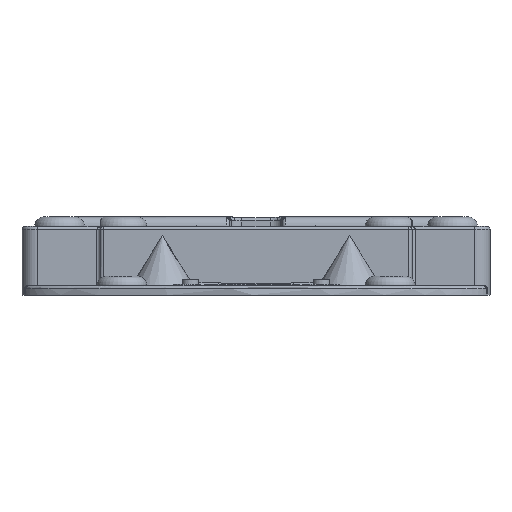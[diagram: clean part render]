
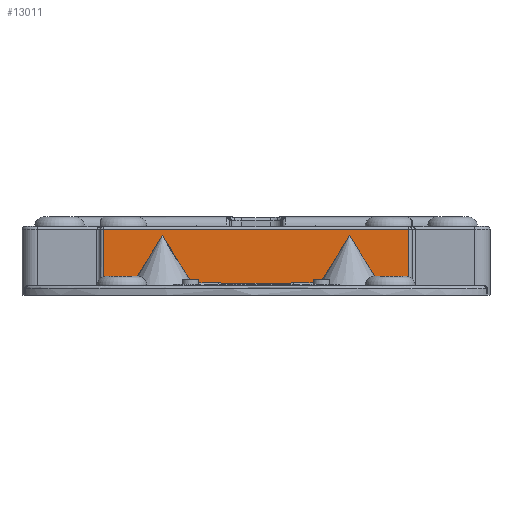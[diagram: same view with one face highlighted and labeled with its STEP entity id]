
A CAD part, left-side view. The second image highlights one B-rep face of the part: STEP entity #13011.
In plain terms, the highlighted planar face has unit normal (-1, 0, 0).
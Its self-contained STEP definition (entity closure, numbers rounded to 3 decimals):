
#1285=CIRCLE('',#13898,2.);
#1286=CIRCLE('',#13899,2.);
#1560=FACE_OUTER_BOUND('',#2334,.T.);
#2334=EDGE_LOOP('',(#9619,#9620,#9621,#9622,#9623,#9624,#9625,#9626,#9627,
#9628,#9629,#9630,#9631,#9632));
#3297=LINE('',#19306,#4411);
#3438=LINE('',#20323,#4552);
#3439=LINE('',#20325,#4553);
#3440=LINE('',#20338,#4554);
#3441=LINE('',#20340,#4555);
#3442=LINE('',#20342,#4556);
#3443=LINE('',#20344,#4557);
#3444=LINE('',#20346,#4558);
#3445=LINE('',#20348,#4559);
#3446=LINE('',#20350,#4560);
#3447=LINE('',#20354,#4561);
#3448=LINE('',#20357,#4562);
#4411=VECTOR('',#15272,10.);
#4552=VECTOR('',#15435,10.);
#4553=VECTOR('',#15436,10.);
#4554=VECTOR('',#15439,10.);
#4555=VECTOR('',#15440,10.);
#4556=VECTOR('',#15441,10.);
#4557=VECTOR('',#15442,10.);
#4558=VECTOR('',#15443,10.);
#4559=VECTOR('',#15444,10.);
#4560=VECTOR('',#15445,10.);
#4561=VECTOR('',#15448,10.);
#4562=VECTOR('',#15451,10.);
#5583=VERTEX_POINT('',#19291);
#5585=VERTEX_POINT('',#19304);
#5868=VERTEX_POINT('',#20322);
#5869=VERTEX_POINT('',#20324);
#5870=VERTEX_POINT('',#20337);
#5871=VERTEX_POINT('',#20339);
#5872=VERTEX_POINT('',#20341);
#5873=VERTEX_POINT('',#20343);
#5874=VERTEX_POINT('',#20345);
#5875=VERTEX_POINT('',#20347);
#5876=VERTEX_POINT('',#20349);
#5877=VERTEX_POINT('',#20351);
#5878=VERTEX_POINT('',#20353);
#5879=VERTEX_POINT('',#20355);
#7025=EDGE_CURVE('',#5585,#5583,#3297,.T.);
#7310=EDGE_CURVE('',#5583,#5868,#3438,.T.);
#7311=EDGE_CURVE('',#5869,#5868,#3439,.T.);
#7313=EDGE_CURVE('',#5870,#5585,#3440,.T.);
#7314=EDGE_CURVE('',#5871,#5870,#3441,.T.);
#7315=EDGE_CURVE('',#5872,#5871,#3442,.T.);
#7316=EDGE_CURVE('',#5873,#5872,#3443,.T.);
#7317=EDGE_CURVE('',#5873,#5874,#3444,.T.);
#7318=EDGE_CURVE('',#5874,#5875,#3445,.T.);
#7319=EDGE_CURVE('',#5876,#5875,#3446,.T.);
#7320=EDGE_CURVE('',#5877,#5876,#1285,.T.);
#7321=EDGE_CURVE('',#5878,#5877,#3447,.T.);
#7322=EDGE_CURVE('',#5879,#5878,#1286,.T.);
#7323=EDGE_CURVE('',#5869,#5879,#3448,.T.);
#9619=ORIENTED_EDGE('',*,*,#7025,.F.);
#9620=ORIENTED_EDGE('',*,*,#7313,.F.);
#9621=ORIENTED_EDGE('',*,*,#7314,.F.);
#9622=ORIENTED_EDGE('',*,*,#7315,.F.);
#9623=ORIENTED_EDGE('',*,*,#7316,.F.);
#9624=ORIENTED_EDGE('',*,*,#7317,.T.);
#9625=ORIENTED_EDGE('',*,*,#7318,.T.);
#9626=ORIENTED_EDGE('',*,*,#7319,.F.);
#9627=ORIENTED_EDGE('',*,*,#7320,.F.);
#9628=ORIENTED_EDGE('',*,*,#7321,.F.);
#9629=ORIENTED_EDGE('',*,*,#7322,.F.);
#9630=ORIENTED_EDGE('',*,*,#7323,.F.);
#9631=ORIENTED_EDGE('',*,*,#7311,.T.);
#9632=ORIENTED_EDGE('',*,*,#7310,.F.);
#12635=PLANE('',#13897);
#13011=ADVANCED_FACE('',(#1560),#12635,.F.);
#13897=AXIS2_PLACEMENT_3D('',#20336,#15437,#15438);
#13898=AXIS2_PLACEMENT_3D('',#20352,#15446,#15447);
#13899=AXIS2_PLACEMENT_3D('',#20356,#15449,#15450);
#15272=DIRECTION('',(0.,1.,0.));
#15435=DIRECTION('',(0.,0.53,0.848));
#15436=DIRECTION('',(0.,-0.53,0.848));
#15437=DIRECTION('center_axis',(1.,0.,0.));
#15438=DIRECTION('ref_axis',(0.,0.,-1.));
#15439=DIRECTION('',(0.,0.,-1.));
#15440=DIRECTION('',(0.,-1.,0.));
#15441=DIRECTION('',(0.,0.,1.));
#15442=DIRECTION('',(0.,1.,0.));
#15443=DIRECTION('',(0.,-0.53,0.848));
#15444=DIRECTION('',(0.,-0.53,-0.848));
#15445=DIRECTION('',(0.,1.,0.));
#15446=DIRECTION('center_axis',(-1.,0.,0.));
#15447=DIRECTION('ref_axis',(0.,0.,1.));
#15448=DIRECTION('',(0.,1.,0.));
#15449=DIRECTION('center_axis',(-1.,0.,0.));
#15450=DIRECTION('ref_axis',(0.,0.,1.));
#15451=DIRECTION('',(0.,1.,0.));
#19291=CARTESIAN_POINT('',(-20.,90.625,4.));
#19304=CARTESIAN_POINT('',(-20.,81.,4.));
#19306=CARTESIAN_POINT('',(-20.,130.,4.));
#20322=CARTESIAN_POINT('',(-20.,100.,19.));
#20323=CARTESIAN_POINT('',(-20.,90.,3.));
#20324=CARTESIAN_POINT('',(-20.,109.375,4.));
#20325=CARTESIAN_POINT('',(-20.,110.,3.));
#20336=CARTESIAN_POINT('Origin',(-20.,130.,21.998));
#20337=CARTESIAN_POINT('',(-20.,81.,21.));
#20338=CARTESIAN_POINT('',(-20.,81.,11.749));
#20339=CARTESIAN_POINT('',(-20.,179.,21.));
#20340=CARTESIAN_POINT('',(-20.,130.,21.));
#20341=CARTESIAN_POINT('',(-20.,179.,4.));
#20342=CARTESIAN_POINT('',(-20.,179.,11.749));
#20343=CARTESIAN_POINT('',(-20.,169.375,4.));
#20344=CARTESIAN_POINT('',(-20.,130.,4.));
#20345=CARTESIAN_POINT('',(-20.,160.,19.));
#20346=CARTESIAN_POINT('',(-20.,165.,11.));
#20347=CARTESIAN_POINT('',(-20.,150.625,4.));
#20348=CARTESIAN_POINT('',(-20.,155.,11.));
#20349=CARTESIAN_POINT('',(-20.,142.,4.));
#20350=CARTESIAN_POINT('',(-20.,130.,4.));
#20351=CARTESIAN_POINT('',(-20.,141.,3.732));
#20352=CARTESIAN_POINT('Origin',(-20.,142.,2.));
#20353=CARTESIAN_POINT('',(-20.,119.,3.732));
#20354=CARTESIAN_POINT('',(-20.,135.5,3.732));
#20355=CARTESIAN_POINT('',(-20.,118.,4.));
#20356=CARTESIAN_POINT('Origin',(-20.,118.,2.));
#20357=CARTESIAN_POINT('',(-20.,130.,4.));
